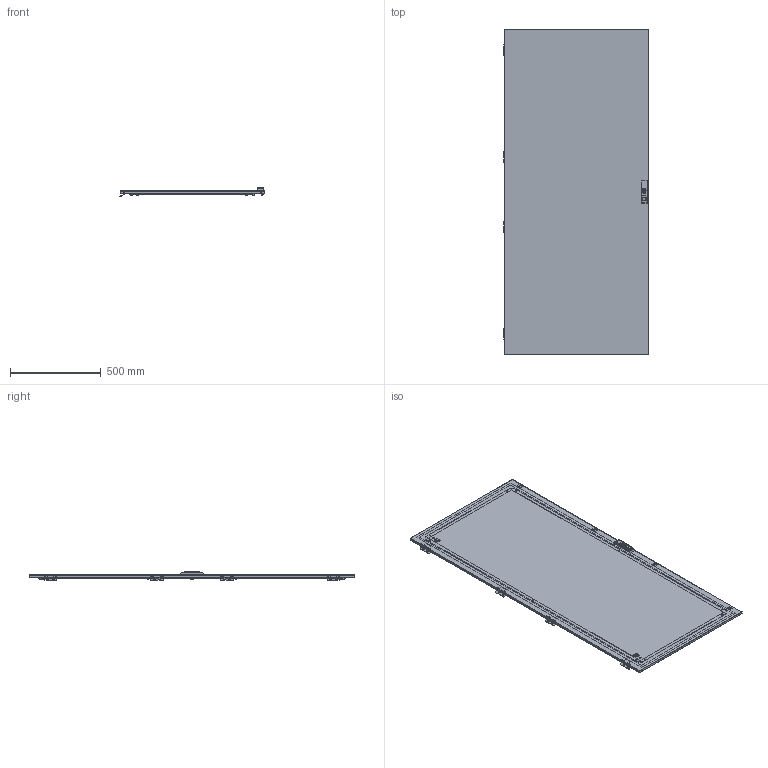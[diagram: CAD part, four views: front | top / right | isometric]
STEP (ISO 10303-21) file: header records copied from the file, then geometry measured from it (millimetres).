
FILE_DESCRIPTION (( 'STEP AP214' ), '1' );
FILE_NAME ('YKM40D-FO-DM-180-080 FORMAT Äâåðü ìåòàë. 1800õ800 IEK.STEP', '2024-09-25T11:03:05', ( '' ), ( '' ), 'SwSTEP 2.0', 'SolidWorks 2022', '' );
FILE_SCHEMA (( 'AUTOMOTIVE_DESIGN' ));
Length unit declared in the file: millimetre
Products named in the file (1): YKM40D-FO-DM-180-080 FORMAT Дверь метал. 1800х800 IEK
Bounding box: 797.88 x 1790 x 49.51 mm (x, y, z)
Volume: 3976936.1 mm3; surface area: 3693508.3 mm2
Topology: 19 solids, 62 shells, 3626 faces, 9723 edges, 6302 vertices
Faces by surface type: plane 2264, cylinder 1078, cone 172, torus 55, bspline 30, sphere 27
Entity records: 139256 total; most frequent: CARTESIAN_POINT 25617, ORIENTED_EDGE 19394, DIRECTION 18867, EDGE_CURVE 9697, LINE 6797, VECTOR 6797, VERTEX_POINT 6298, AXIS2_PLACEMENT_3D 6035
